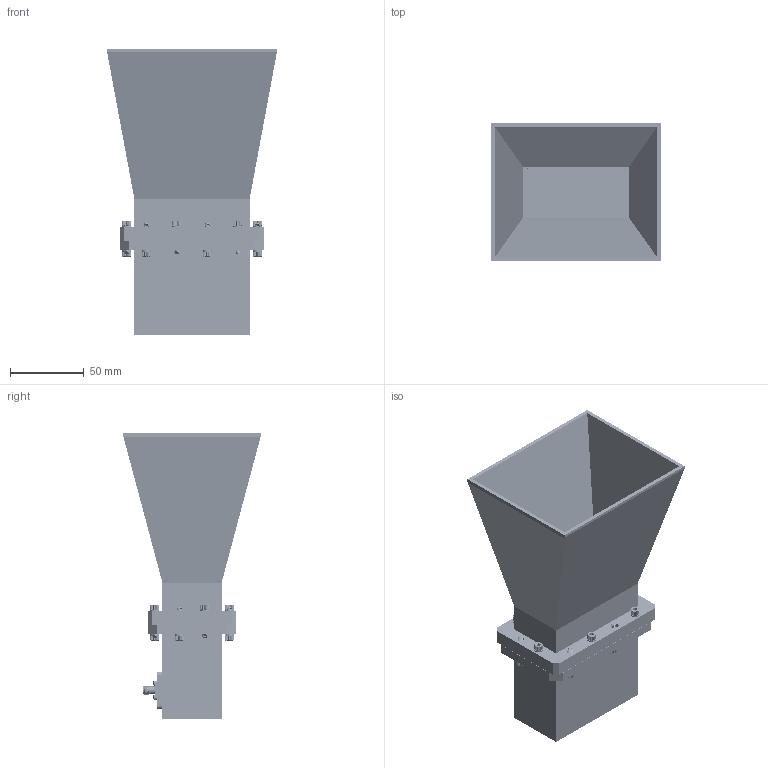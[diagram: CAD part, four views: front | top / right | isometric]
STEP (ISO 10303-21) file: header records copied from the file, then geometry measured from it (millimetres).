
FILE_DESCRIPTION (( 'STEP AP214' ), '1' );
FILE_NAME ('PEWAN284-10SF_3D.STEP', '2021-11-01T14:52:52', ( '' ), ( '' ), 'SwSTEP 2.0', 'SolidWorks 2021', '' );
FILE_SCHEMA (( 'AUTOMOTIVE_DESIGN' ));
Length unit declared in the file: inch
Products named in the file (5): PE9834; PEWAN284-10; 6-LW; PEWAN284-10SF_3D; 6-32SH-HXx.75_92196A151
Assembly tree (26 placements, depth 2):
  PEWAN284-10SF_3D
    6-32SH-HXx.75_92196A151  x12
    6-LW  x12
    PE9834
    PEWAN284-10
Bounding box: 114.76 x 93.22 x 193.55 mm (x, y, z)
Volume: 231379.7 mm3; surface area: 134091.6 mm2
Topology: 26 solids, 30 shells, 3600 faces, 9169 edges, 5737 vertices
Faces by surface type: plane 1827, cylinder 876, cone 837, bspline 59, torus 1
Full cylindrical faces by diameter (mm): 1.016 x1, 1.27 x2, 3.454 x12, 3.616 x4, 4.166 x12, 4.293 x6, 4.3 x6, 4.597 x1, 5.359 x2
Entity records: 34289 total; most frequent: CARTESIAN_POINT 16294, ORIENTED_EDGE 3772, DIRECTION 2850, EDGE_CURVE 1886, VERTEX_POINT 1398, AXIS2_PLACEMENT_3D 1029, EDGE_LOOP 848, VECTOR 792
